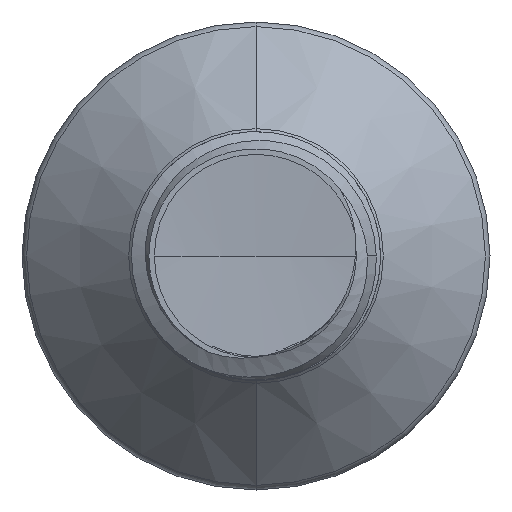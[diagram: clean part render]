
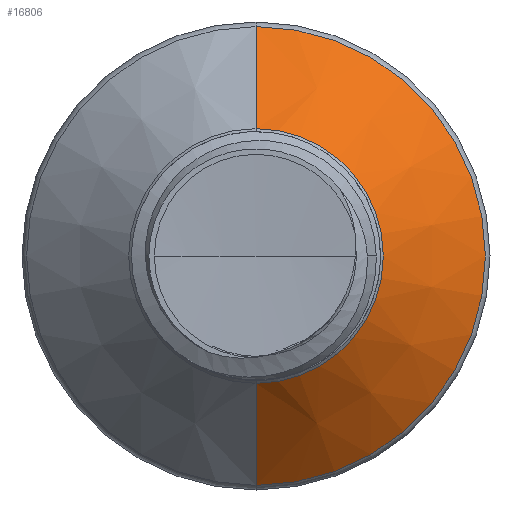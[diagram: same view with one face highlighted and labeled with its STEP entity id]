
A CAD part, front view. The second image highlights one B-rep face of the part: STEP entity #16806.
In plain terms, the highlighted conical face has half-angle 45 degrees and reference radius 1.278 mm.
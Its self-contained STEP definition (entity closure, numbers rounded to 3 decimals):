
#350 = VECTOR ( 'NONE', #4489, 1000. ) ;
#1038 = CARTESIAN_POINT ( 'NONE',  ( 0., 5.339, -2.303 ) ) ;
#1179 = VERTEX_POINT ( 'NONE', #13338 ) ;
#1431 = DIRECTION ( 'NONE',  ( 0., 0., 1. ) ) ;
#1507 = LINE ( 'NONE', #4728, #4384 ) ;
#1647 = EDGE_LOOP ( 'NONE', ( #3852, #8553, #8695, #13341 ) ) ;
#1715 = CIRCLE ( 'NONE', #10382, 2.303 ) ;
#1859 = CARTESIAN_POINT ( 'NONE',  ( 0., 4.314, 0. ) ) ;
#3265 = DIRECTION ( 'NONE',  ( 0., 0., 1. ) ) ;
#3455 = AXIS2_PLACEMENT_3D ( 'NONE', #1859, #11587, #3265 ) ;
#3852 = ORIENTED_EDGE ( 'NONE', *, *, #14175, .T. ) ;
#4384 = VECTOR ( 'NONE', #14056, 1000. ) ;
#4409 = CARTESIAN_POINT ( 'NONE',  ( 0., 4.314, 0. ) ) ;
#4489 = DIRECTION ( 'NONE',  ( 0., 0.707, 0.707 ) ) ;
#4597 = EDGE_CURVE ( 'NONE', #10328, #5575, #1715, .T. ) ;
#4728 = CARTESIAN_POINT ( 'NONE',  ( 0., 4.314, -1.278 ) ) ;
#5575 = VERTEX_POINT ( 'NONE', #1038 ) ;
#5633 = DIRECTION ( 'NONE',  ( 0., 0., 1. ) ) ;
#5736 = DIRECTION ( 'NONE',  ( 0., 1., 0. ) ) ;
#5755 = CARTESIAN_POINT ( 'NONE',  ( 0., 5.339, 0. ) ) ;
#6122 = CIRCLE ( 'NONE', #3455, 1.278 ) ;
#7232 = DIRECTION ( 'NONE',  ( 0., 1., 0. ) ) ;
#8300 = CARTESIAN_POINT ( 'NONE',  ( 0., 4.314, 1.278 ) ) ;
#8553 = ORIENTED_EDGE ( 'NONE', *, *, #8684, .T. ) ;
#8684 = EDGE_CURVE ( 'NONE', #1179, #5575, #1507, .T. ) ;
#8695 = ORIENTED_EDGE ( 'NONE', *, *, #4597, .F. ) ;
#10328 = VERTEX_POINT ( 'NONE', #15355 ) ;
#10382 = AXIS2_PLACEMENT_3D ( 'NONE', #5755, #5736, #5633 ) ;
#10798 = VERTEX_POINT ( 'NONE', #8300 ) ;
#11587 = DIRECTION ( 'NONE',  ( 0., 1., 0. ) ) ;
#12271 = LINE ( 'NONE', #12663, #350 ) ;
#12465 = CONICAL_SURFACE ( 'NONE', #15730, 1.278, 0.785 ) ;
#12663 = CARTESIAN_POINT ( 'NONE',  ( 0., 4.314, 1.278 ) ) ;
#13217 = FACE_OUTER_BOUND ( 'NONE', #1647, .T. ) ;
#13338 = CARTESIAN_POINT ( 'NONE',  ( 0., 4.314, -1.278 ) ) ;
#13341 = ORIENTED_EDGE ( 'NONE', *, *, #15959, .F. ) ;
#14056 = DIRECTION ( 'NONE',  ( 0., 0.707, -0.707 ) ) ;
#14175 = EDGE_CURVE ( 'NONE', #10798, #1179, #6122, .T. ) ;
#15355 = CARTESIAN_POINT ( 'NONE',  ( 0., 5.339, 2.303 ) ) ;
#15730 = AXIS2_PLACEMENT_3D ( 'NONE', #4409, #7232, #1431 ) ;
#15959 = EDGE_CURVE ( 'NONE', #10798, #10328, #12271, .T. ) ;
#16806 = ADVANCED_FACE ( 'NONE', ( #13217 ), #12465, .T. ) ;
